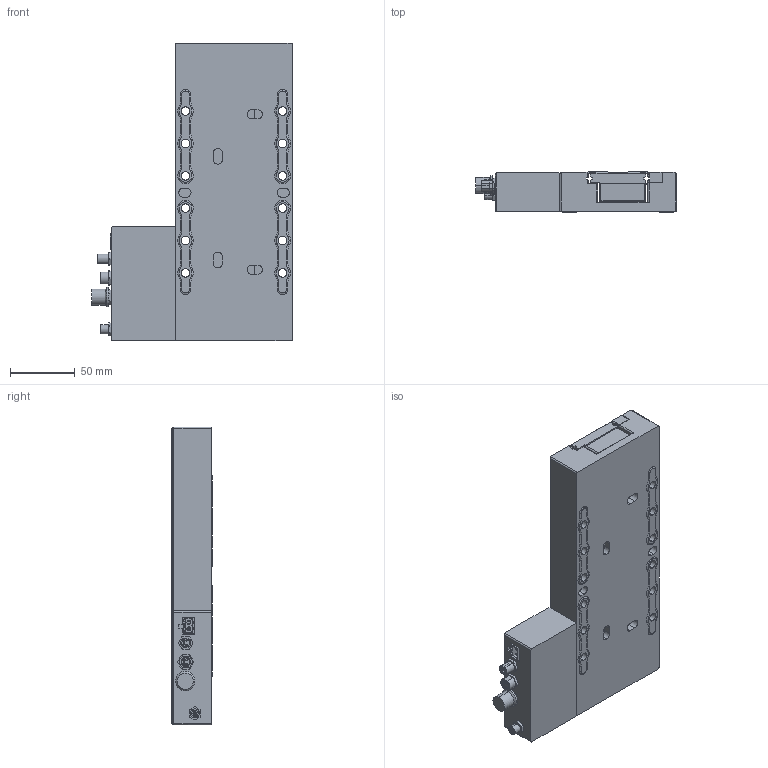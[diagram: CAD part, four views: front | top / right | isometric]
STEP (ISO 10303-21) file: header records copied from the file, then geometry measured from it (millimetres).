
FILE_DESCRIPTION (( 'STEP AP203' ), '1' );
FILE_NAME ('X-LDA150A-AE53D12.step', '2023-10-06T19:14:38', ( '' ), ( '' ), 'SwSTEP 2.0', 'SolidWorks 2019', '' );
FILE_SCHEMA (( 'CONFIG_CONTROL_DESIGN' ));
Length unit declared in the file: millimetre
Products named in the file (3): LDA_carriage^LDA_LDA150; LDA_base^LDA_X-LDA150; X-LDA150A-AE53D12
Assembly tree (2 placements, depth 2):
  X-LDA150A-AE53D12
    LDA_base^LDA_X-LDA150
    LDA_carriage^LDA_LDA150
Bounding box: 155 x 31 x 230 mm (x, y, z)
Volume: 648752.6 mm3; surface area: 174244.8 mm2
Topology: 18 solids, 18 shells, 741 faces, 1832 edges, 1197 vertices
Faces by surface type: plane 325, cylinder 292, torus 80, cone 44
Entity records: 22640 total; most frequent: DIRECTION 4072, CARTESIAN_POINT 4058, ORIENTED_EDGE 3664, EDGE_CURVE 1832, AXIS2_PLACEMENT_3D 1555, VERTEX_POINT 1197, VECTOR 962, LINE 962
